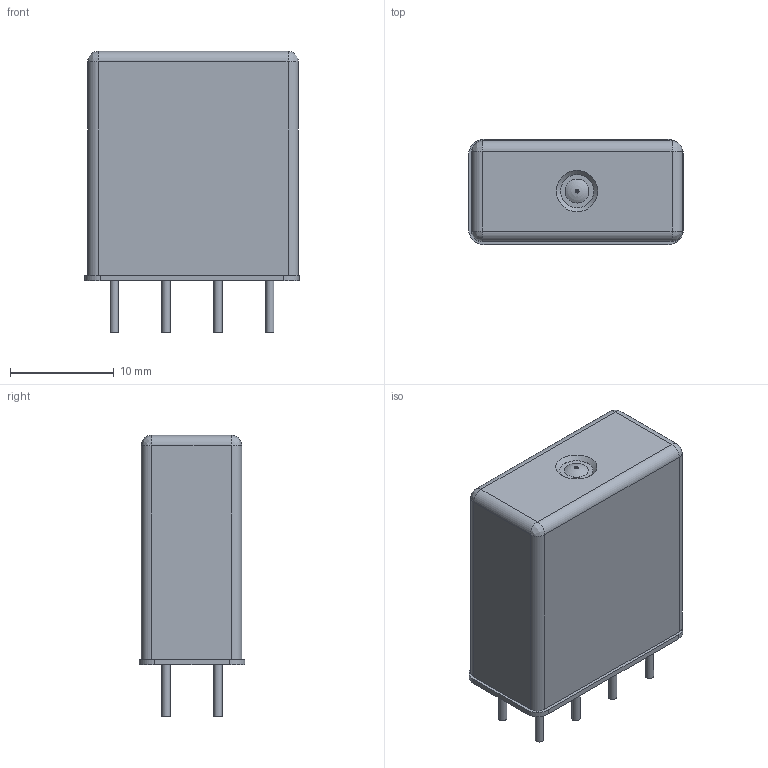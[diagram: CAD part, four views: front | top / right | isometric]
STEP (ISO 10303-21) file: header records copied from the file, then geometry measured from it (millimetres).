
FILE_DESCRIPTION (( 'STEP AP203' ), '1' );
FILE_NAME ('ÐÝÑ48À ìîäåëü.STEP', '2019-11-29T01:15:24', ( '' ), ( '' ), 'SwSTEP 2.0', 'SolidWorks 2017', '' );
FILE_SCHEMA (( 'CONFIG_CONTROL_DESIGN' ));
Length unit declared in the file: millimetre
Products named in the file (23): 釔8.071.000 昢膼瘔膻嬅3; 瀔鴄鍣_1; ÐÀ7,890.004 Èçîëÿòîð-oa9_3; ÐÀ7,890.004 Èçîëÿòîð-oa8_3; 釔6.609.001 捘 絊膰錪-oa15_3; ÐÀ7,890.004 Èçîëÿòîð-oa11_3; ﾟﾋ7.755.055 ﾂ鏆鮏-oa6_3; ﾟﾋ7.755.055 ﾂ鏆鮏-oa3_3; 葂7.755.055 雞碭踆3; 葂6.615.058捘 絊膰錪_3; ﾟﾋ7.755.055 ﾂ鏆鮏-oa1_3; ﾟﾋ7.755.055 ﾂ鏆鮏-oa5_3; ÐÀ7,890.004 Èçîëÿòîð_3; 葂 8.030.026 扻豵鵨; ÐÀ7,890.004 Èçîëÿòîð-oa12_3; ﾟﾋ7.755.055 ﾂ鏆鮏-oa7_3; ﾟﾋ7.755.055 ﾂ鏆鮏-oa2_3; ÐÀ7,890.004 Èçîëÿòîð-oa10_3; ﾟﾋ7.755.055 ﾂ鏆鮏-oa4_3; ÐÝÑ48À ìîäåëü; ÐÑ3.259.320 ÑÁ Ýëåêòðîìàãíèò-oa16_3; ÐÀ7,890.004 Èçîëÿòîð-oa13_3; ÐÀ7,890.004 Èçîëÿòîð-oa14_3
Assembly tree (22 placements, depth 5):
  ÐÝÑ48À ìîäåëü
    瀔鴄鍣_1
    ÐÑ3.259.320 ÑÁ Ýëåêòðîìàãíèò-oa16_3
      釔6.609.001 捘 絊膰錪-oa15_3
        葂6.615.058捘 絊膰錪_3
          釔8.071.000 昢膼瘔膻嬅3
          葂7.755.055 雞碭踆3
          ﾟﾋ7.755.055 ﾂ鏆鮏-oa1_3
          ﾟﾋ7.755.055 ﾂ鏆鮏-oa2_3
          ﾟﾋ7.755.055 ﾂ鏆鮏-oa3_3
          ﾟﾋ7.755.055 ﾂ鏆鮏-oa4_3
          ﾟﾋ7.755.055 ﾂ鏆鮏-oa5_3
          ﾟﾋ7.755.055 ﾂ鏆鮏-oa6_3
          ﾟﾋ7.755.055 ﾂ鏆鮏-oa7_3
          ÐÀ7,890.004 Èçîëÿòîð_3
          ÐÀ7,890.004 Èçîëÿòîð-oa8_3
          ÐÀ7,890.004 Èçîëÿòîð-oa9_3
          ÐÀ7,890.004 Èçîëÿòîð-oa10_3
          ÐÀ7,890.004 Èçîëÿòîð-oa11_3
          ÐÀ7,890.004 Èçîëÿòîð-oa12_3
          ÐÀ7,890.004 Èçîëÿòîð-oa13_3
          ÐÀ7,890.004 Èçîëÿòîð-oa14_3
    葂 8.030.026 扻豵鵨
Bounding box: 20.7 x 10.2 x 27.1 mm (x, y, z)
Volume: 907.2 mm3; surface area: 3872.9 mm2
Topology: 19 solids, 19 shells, 152 faces, 318 edges, 199 vertices
Faces by surface type: plane 73, cylinder 68, bspline 8, cone 2, torus 1
Full cylindrical faces by diameter (mm): 0.8 x8, 0.95 x8, 2.3 x1, 2.302 x1, 2.64 x8, 2.7 x8, 3.2 x1, 3.6 x1
Entity records: 6421 total; most frequent: CARTESIAN_POINT 760, DIRECTION 748, ORIENTED_EDGE 532, AXIS2_PLACEMENT_3D 310, EDGE_CURVE 266, EDGE_LOOP 228, PERSON_AND_ORGANIZATION 206, VERTEX_POINT 194
